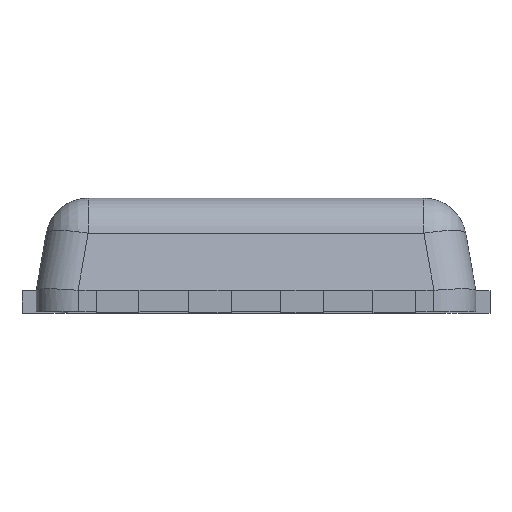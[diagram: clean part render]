
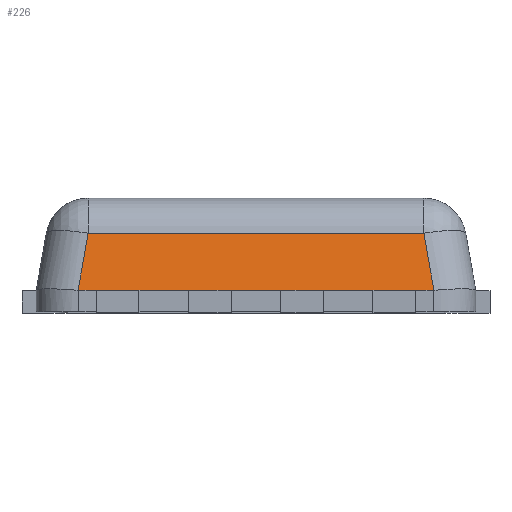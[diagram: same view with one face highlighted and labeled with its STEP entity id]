
A CAD part, top view. The second image highlights one B-rep face of the part: STEP entity #226.
In plain terms, the highlighted planar face has unit normal (0, 0.174, 0.985).
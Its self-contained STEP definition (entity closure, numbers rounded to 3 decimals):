
#17 = ORIENTED_EDGE ( 'NONE', *, *, #5234, .F. ) ;
#24 = AXIS2_PLACEMENT_3D ( 'NONE', #1196, #3878, #3459 ) ;
#226 = ADVANCED_FACE ( 'NONE', ( #5501 ), #2814, .T. ) ;
#278 = DIRECTION ( 'NONE',  ( -1., 0., 0. ) ) ;
#298 = EDGE_CURVE ( 'NONE', #408, #3675, #4134, .T. ) ;
#309 = CARTESIAN_POINT ( 'NONE',  ( -1.253, 0.15, 1.55 ) ) ;
#369 = CARTESIAN_POINT ( 'NONE',  ( -1.125, 0.15, 1.55 ) ) ;
#389 = DIRECTION ( 'NONE',  ( -1., 0., 0. ) ) ;
#408 = VERTEX_POINT ( 'NONE', #5350 ) ;
#528 = DIRECTION ( 'NONE',  ( -1., 0., 0. ) ) ;
#545 = VECTOR ( 'NONE', #389, 1000. ) ;
#660 = DIRECTION ( 'NONE',  ( -0.171, -0.97, 0.171 ) ) ;
#739 = DIRECTION ( 'NONE',  ( -1., 0., 0. ) ) ;
#926 = VECTOR ( 'NONE', #3583, 1000. ) ;
#944 = EDGE_CURVE ( 'NONE', #3537, #408, #2179, .T. ) ;
#1069 = VERTEX_POINT ( 'NONE', #3402 ) ;
#1192 = CARTESIAN_POINT ( 'NONE',  ( 0.175, 0.15, 1.55 ) ) ;
#1196 = CARTESIAN_POINT ( 'NONE',  ( 0., 0.8, 1.435 ) ) ;
#1225 = VERTEX_POINT ( 'NONE', #1192 ) ;
#1305 = LINE ( 'NONE', #6753, #4209 ) ;
#1422 = LINE ( 'NONE', #4659, #7137 ) ;
#1460 = VECTOR ( 'NONE', #1477, 1000. ) ;
#1477 = DIRECTION ( 'NONE',  ( -1., 0., 0. ) ) ;
#1495 = LINE ( 'NONE', #4758, #545 ) ;
#1568 = EDGE_CURVE ( 'NONE', #3675, #1225, #1495, .T. ) ;
#1664 = LINE ( 'NONE', #2110, #6302 ) ;
#1689 = CARTESIAN_POINT ( 'NONE',  ( 1.252, 0.15, 1.55 ) ) ;
#1791 = DIRECTION ( 'NONE',  ( -1., 0., 0. ) ) ;
#1892 = CARTESIAN_POINT ( 'NONE',  ( 1.107, 0.989, 1.402 ) ) ;
#1895 = CARTESIAN_POINT ( 'NONE',  ( -1.55, 0.15, 1.55 ) ) ;
#2070 = CARTESIAN_POINT ( 'NONE',  ( -0.475, 0.15, 1.55 ) ) ;
#2110 = CARTESIAN_POINT ( 'NONE',  ( -1.55, 0.15, 1.55 ) ) ;
#2172 = EDGE_CURVE ( 'NONE', #4227, #6925, #4238, .T. ) ;
#2179 = LINE ( 'NONE', #4436, #4522 ) ;
#2246 = CARTESIAN_POINT ( 'NONE',  ( 1.25, 0.15, 1.55 ) ) ;
#2281 = VERTEX_POINT ( 'NONE', #2369 ) ;
#2348 = ORIENTED_EDGE ( 'NONE', *, *, #5596, .T. ) ;
#2369 = CARTESIAN_POINT ( 'NONE',  ( 1.255, 0.15, 1.55 ) ) ;
#2388 = ORIENTED_EDGE ( 'NONE', *, *, #2172, .T. ) ;
#2453 = CARTESIAN_POINT ( 'NONE',  ( 1.255, 0.15, 1.55 ) ) ;
#2486 = LINE ( 'NONE', #1895, #6758 ) ;
#2614 = EDGE_CURVE ( 'NONE', #7044, #4656, #1664, .T. ) ;
#2814 = PLANE ( 'NONE',  #24 ) ;
#2964 =( BOUNDED_CURVE ( )  B_SPLINE_CURVE ( 3, ( #2246, #1689, #6096, #2453 ),
 .UNSPECIFIED., .F., .F. ) 
 B_SPLINE_CURVE_WITH_KNOTS ( ( 4, 4 ),
 ( 0., 0.015 ),
 .UNSPECIFIED. ) 
 CURVE ( )  GEOMETRIC_REPRESENTATION_ITEM ( )  RATIONAL_B_SPLINE_CURVE ( ( 1., 1., 1., 1. ) ) 
 REPRESENTATION_ITEM ( '' )  );
#3063 = CARTESIAN_POINT ( 'NONE',  ( -1.25, 0.15, 1.55 ) ) ;
#3128 = EDGE_CURVE ( 'NONE', #3335, #4656, #5099, .T. ) ;
#3268 = EDGE_CURVE ( 'NONE', #6925, #3335, #3910, .T. ) ;
#3335 = VERTEX_POINT ( 'NONE', #4023 ) ;
#3343 = CARTESIAN_POINT ( 'NONE',  ( 1.125, 0.15, 1.55 ) ) ;
#3371 = EDGE_CURVE ( 'NONE', #1069, #3537, #5642, .T. ) ;
#3402 = CARTESIAN_POINT ( 'NONE',  ( 1.25, 0.15, 1.55 ) ) ;
#3407 = CARTESIAN_POINT ( 'NONE',  ( -0.175, 0.15, 1.55 ) ) ;
#3417 = ORIENTED_EDGE ( 'NONE', *, *, #3128, .T. ) ;
#3459 = DIRECTION ( 'NONE',  ( -1., 0., 0. ) ) ;
#3510 = CARTESIAN_POINT ( 'NONE',  ( 0.475, 0.15, 1.55 ) ) ;
#3537 = VERTEX_POINT ( 'NONE', #3343 ) ;
#3576 = EDGE_LOOP ( 'NONE', ( #4348, #2348, #5365, #2388, #4453, #3417, #5889, #17, #4854, #5621, #5814, #4160, #4067, #6529 ) ) ;
#3583 = DIRECTION ( 'NONE',  ( -1., 0., 0. ) ) ;
#3584 = LINE ( 'NONE', #6745, #4386 ) ;
#3621 = CARTESIAN_POINT ( 'NONE',  ( 1.184, 0.552, 1.479 ) ) ;
#3675 = VERTEX_POINT ( 'NONE', #3510 ) ;
#3878 = DIRECTION ( 'NONE',  ( 0., 0.174, 0.985 ) ) ;
#3910 = LINE ( 'NONE', #4351, #4060 ) ;
#4023 = CARTESIAN_POINT ( 'NONE',  ( -1.255, 0.15, 1.55 ) ) ;
#4058 = CARTESIAN_POINT ( 'NONE',  ( -1.55, 0.15, 1.55 ) ) ;
#4060 = VECTOR ( 'NONE', #660, 1000. ) ;
#4067 = ORIENTED_EDGE ( 'NONE', *, *, #298, .F. ) ;
#4074 = CARTESIAN_POINT ( 'NONE',  ( -1.252, 0.15, 1.55 ) ) ;
#4129 = DIRECTION ( 'NONE',  ( -1., 0., 0. ) ) ;
#4134 = LINE ( 'NONE', #4704, #926 ) ;
#4160 = ORIENTED_EDGE ( 'NONE', *, *, #1568, .F. ) ;
#4209 = VECTOR ( 'NONE', #739, 1000. ) ;
#4227 = VERTEX_POINT ( 'NONE', #3621 ) ;
#4238 = LINE ( 'NONE', #6442, #1460 ) ;
#4348 = ORIENTED_EDGE ( 'NONE', *, *, #3371, .F. ) ;
#4351 = CARTESIAN_POINT ( 'NONE',  ( -1.107, 0.989, 1.402 ) ) ;
#4386 = VECTOR ( 'NONE', #1791, 1000. ) ;
#4436 = CARTESIAN_POINT ( 'NONE',  ( -1.55, 0.15, 1.55 ) ) ;
#4453 = ORIENTED_EDGE ( 'NONE', *, *, #3268, .T. ) ;
#4522 = VECTOR ( 'NONE', #528, 1000. ) ;
#4534 = CARTESIAN_POINT ( 'NONE',  ( -1.184, 0.552, 1.479 ) ) ;
#4632 = VECTOR ( 'NONE', #4129, 1000. ) ;
#4638 = LINE ( 'NONE', #1892, #6303 ) ;
#4656 = VERTEX_POINT ( 'NONE', #6655 ) ;
#4659 = CARTESIAN_POINT ( 'NONE',  ( -1.55, 0.15, 1.55 ) ) ;
#4677 = VERTEX_POINT ( 'NONE', #3407 ) ;
#4704 = CARTESIAN_POINT ( 'NONE',  ( -1.55, 0.15, 1.55 ) ) ;
#4747 = CARTESIAN_POINT ( 'NONE',  ( -1.255, 0.15, 1.55 ) ) ;
#4758 = CARTESIAN_POINT ( 'NONE',  ( -1.55, 0.15, 1.55 ) ) ;
#4854 = ORIENTED_EDGE ( 'NONE', *, *, #6943, .F. ) ;
#4912 = CARTESIAN_POINT ( 'NONE',  ( -0.825, 0.15, 1.55 ) ) ;
#5099 =( BOUNDED_CURVE ( )  B_SPLINE_CURVE ( 3, ( #4747, #309, #4074, #3063 ),
 .UNSPECIFIED., .F., .F. ) 
 B_SPLINE_CURVE_WITH_KNOTS ( ( 4, 4 ),
 ( 6.268, 6.283 ),
 .UNSPECIFIED. ) 
 CURVE ( )  GEOMETRIC_REPRESENTATION_ITEM ( )  RATIONAL_B_SPLINE_CURVE ( ( 1., 1., 1., 1. ) ) 
 REPRESENTATION_ITEM ( '' )  );
#5101 = DIRECTION ( 'NONE',  ( -0.171, 0.97, -0.171 ) ) ;
#5190 = DIRECTION ( 'NONE',  ( -1., 0., 0. ) ) ;
#5234 = EDGE_CURVE ( 'NONE', #7099, #7044, #2486, .T. ) ;
#5350 = CARTESIAN_POINT ( 'NONE',  ( 0.825, 0.15, 1.55 ) ) ;
#5365 = ORIENTED_EDGE ( 'NONE', *, *, #6771, .T. ) ;
#5501 = FACE_OUTER_BOUND ( 'NONE', #3576, .T. ) ;
#5561 = DIRECTION ( 'NONE',  ( -1., 0., 0. ) ) ;
#5596 = EDGE_CURVE ( 'NONE', #1069, #2281, #2964, .T. ) ;
#5621 = ORIENTED_EDGE ( 'NONE', *, *, #5638, .F. ) ;
#5638 = EDGE_CURVE ( 'NONE', #4677, #5927, #1305, .T. ) ;
#5642 = LINE ( 'NONE', #4058, #4632 ) ;
#5814 = ORIENTED_EDGE ( 'NONE', *, *, #6104, .F. ) ;
#5889 = ORIENTED_EDGE ( 'NONE', *, *, #2614, .F. ) ;
#5927 = VERTEX_POINT ( 'NONE', #2070 ) ;
#6096 = CARTESIAN_POINT ( 'NONE',  ( 1.253, 0.15, 1.55 ) ) ;
#6104 = EDGE_CURVE ( 'NONE', #1225, #4677, #1422, .T. ) ;
#6302 = VECTOR ( 'NONE', #5561, 1000. ) ;
#6303 = VECTOR ( 'NONE', #5101, 1000. ) ;
#6442 = CARTESIAN_POINT ( 'NONE',  ( 0., 0.552, 1.479 ) ) ;
#6529 = ORIENTED_EDGE ( 'NONE', *, *, #944, .F. ) ;
#6655 = CARTESIAN_POINT ( 'NONE',  ( -1.25, 0.15, 1.55 ) ) ;
#6745 = CARTESIAN_POINT ( 'NONE',  ( -1.55, 0.15, 1.55 ) ) ;
#6753 = CARTESIAN_POINT ( 'NONE',  ( -1.55, 0.15, 1.55 ) ) ;
#6758 = VECTOR ( 'NONE', #278, 1000. ) ;
#6771 = EDGE_CURVE ( 'NONE', #2281, #4227, #4638, .T. ) ;
#6925 = VERTEX_POINT ( 'NONE', #4534 ) ;
#6943 = EDGE_CURVE ( 'NONE', #5927, #7099, #3584, .T. ) ;
#7044 = VERTEX_POINT ( 'NONE', #369 ) ;
#7099 = VERTEX_POINT ( 'NONE', #4912 ) ;
#7137 = VECTOR ( 'NONE', #5190, 1000. ) ;
